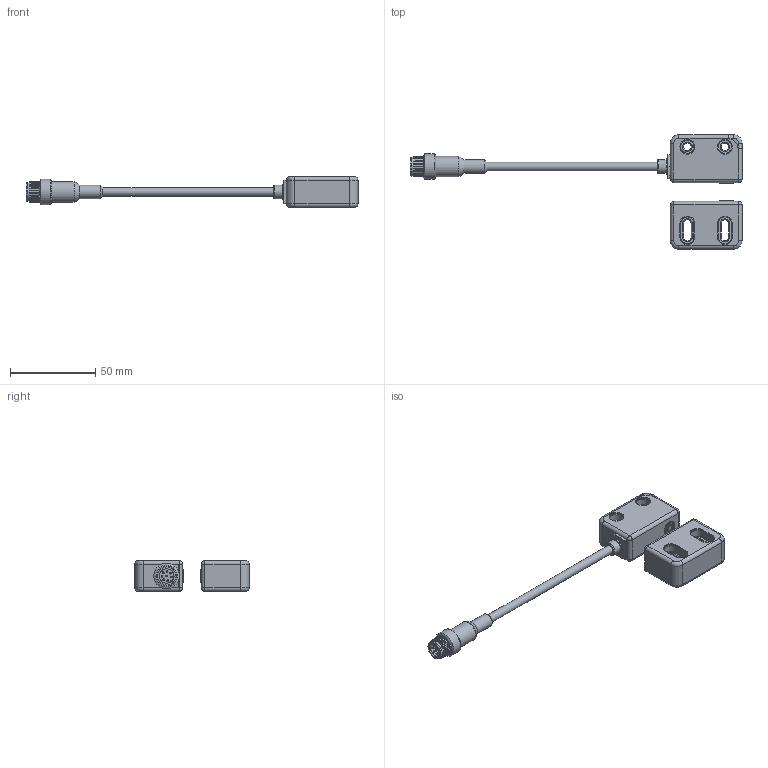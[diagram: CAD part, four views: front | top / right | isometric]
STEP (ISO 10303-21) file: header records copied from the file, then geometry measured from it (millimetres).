
FILE_DESCRIPTION(/* description */ (''),/* implementation_level */ '2;1');
FILE_NAME(/* name */ '3D_SSF8GP.stp',/* time_stamp */ '2024-02-27T08:43:22+01:00',/* author */ (''),/* organization */ (''),/* preprocessor_version */ 'ST-DEVELOPER v16.7',/* originating_system */ 'SIEMENS PLM Software NX 12.0',/* authorisation */ '');
FILE_SCHEMA (('AUTOMOTIVE_DESIGN { 1 0 10303 214 3 1 1 1 }'));
Length unit declared in the file: millimetre
Products named in the file (1): Rugg87004DBCi5l7
Bounding box: 194.53 x 67 x 18 mm (x, y, z)
Surface area: 15598.1 mm2 (no closed solid volume)
Topology: 0 solids, 18 shells, 371 faces, 823 edges, 500 vertices
Faces by surface type: cylinder 136, plane 134, torus 56, cone 28, bspline 9, sphere 8
Full cylindrical faces by diameter (mm): 1 x8, 1.1 x1, 3.3 x2, 4.5 x2, 4.8 x2, 5 x1, 6.7 x2, 8 x2, 8.2 x10, 8.7 x6, 9 x1, 10.7 x1, 11 x1, 11.3 x9, 12 x12, 15 x2
Entity records: 10626 total; most frequent: DIRECTION 1995, CARTESIAN_POINT 1986, ORIENTED_EDGE 1553, AXIS2_PLACEMENT_3D 822, EDGE_CURVE 816, VERTEX_POINT 501, CIRCLE 459, EDGE_LOOP 432
